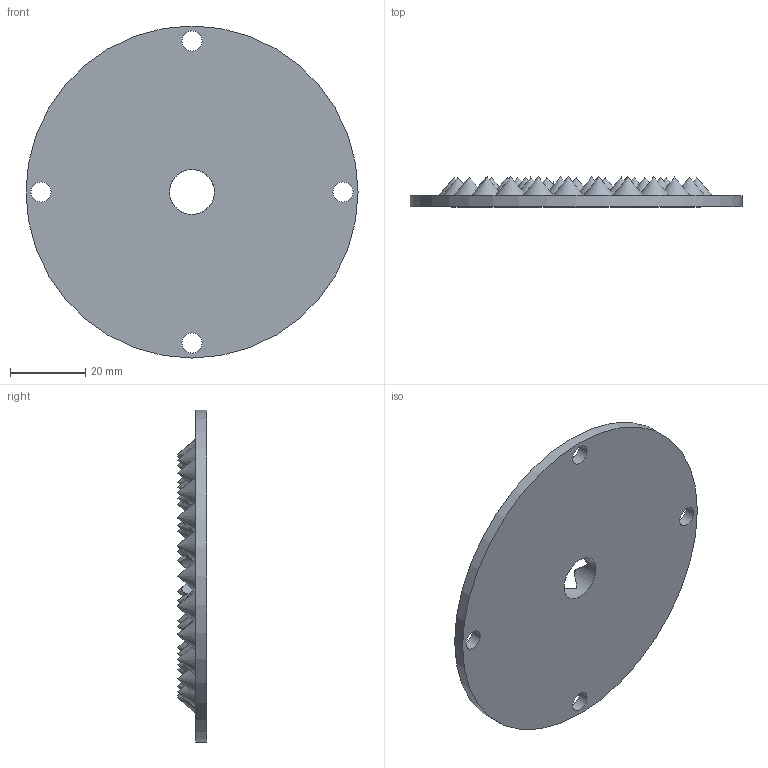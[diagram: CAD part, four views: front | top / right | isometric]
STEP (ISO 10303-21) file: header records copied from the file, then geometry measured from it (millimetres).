
FILE_DESCRIPTION(/* description */ ('','CAx-IF Rec.Pracs.---Representation and Presentation of Product Manufacturing Information (PMI)---4.0---2014-10-13'),/* implementation_level */ '2;1');
FILE_NAME(/* name */ 'Top TPU Buffer.step',/* time_stamp */ '2025-02-26T06:58:18-05:00',/* author */ (''),/* organization */ (''),/* preprocessor_version */ 'ST-DEVELOPER v20',/* originating_system */ 'Autodesk Translation Framework v13.20.0.188',/* authorisation */ '');
FILE_SCHEMA (('AP242_MANAGED_MODEL_BASED_3D_ENGINEERING_MIM_LF { 1 0 10303 442 1 1 4 }'));
Length unit declared in the file: millimetre
Products named in the file (1): (Unsaved)
Bounding box: 88.5 x 7.92 x 88.5 mm (x, y, z)
Volume: 22995.3 mm3; surface area: 14862.5 mm2
Topology: 1 solids, 1 shells, 70 faces, 324 edges, 216 vertices
Faces by surface type: cone 60, cylinder 6, plane 4
Full cylindrical faces by diameter (mm): 5.35 x4, 12 x1, 88.5 x1
Entity records: 3321 total; most frequent: CARTESIAN_POINT 862, ORIENTED_EDGE 528, DIRECTION 518, EDGE_CURVE 264, AXIS2_PLACEMENT_3D 226, VERTEX_POINT 216, CIRCLE 155, EDGE_LOOP 100
